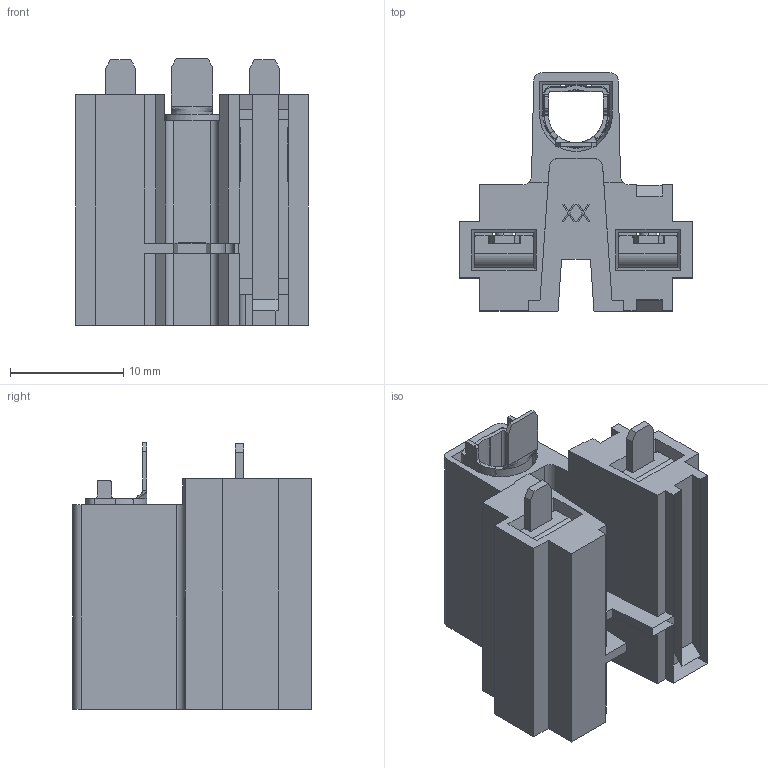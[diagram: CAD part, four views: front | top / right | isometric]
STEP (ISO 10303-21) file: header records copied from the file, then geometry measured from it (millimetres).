
FILE_DESCRIPTION (( 'STEP AP203' ), '1' );
FILE_NAME ('37048.STEP', '2017-06-28T11:28:18', ( '' ), ( '' ), 'SwSTEP 2.0', 'SolidWorks 2017', '' );
FILE_SCHEMA (( 'CONFIG_CONTROL_DESIGN' ));
Length unit declared in the file: inch
Products named in the file (4): FAE_VR513-BLK; RE187N-PCB_STHB; CF156F-PCB_STHB; 37048
Assembly tree (4 placements, depth 2):
  37048
    FAE_VR513-BLK
    RE187N-PCB_STHB
    CF156F-PCB_STHB  x2
Bounding box: 20.51 x 21.02 x 23.5 mm (x, y, z)
Volume: 2849.2 mm3; surface area: 5316.8 mm2
Topology: 4 solids, 4 shells, 534 faces, 1485 edges, 969 vertices
Faces by surface type: plane 401, cylinder 125, bspline 6, cone 1, torus 1
Entity records: 13709 total; most frequent: CARTESIAN_POINT 2907, ORIENTED_EDGE 2244, DIRECTION 2045, EDGE_CURVE 1122, LINE 899, VECTOR 899, VERTEX_POINT 729, AXIS2_PLACEMENT_3D 573
